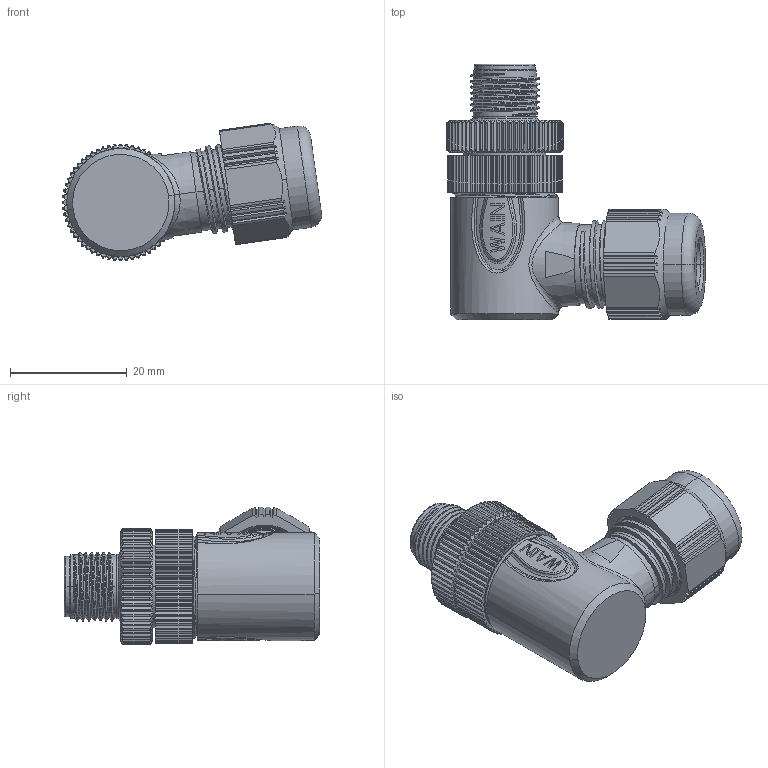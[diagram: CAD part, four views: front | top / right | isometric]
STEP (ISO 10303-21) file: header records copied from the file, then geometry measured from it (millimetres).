
FILE_DESCRIPTION((''),'2;1');
FILE_NAME('3D_1630055113102_M12P-M05A-S-D8','2020-12-29T',('cm.zhong'),(''),'PRO/ENGINEER BY PARAMETRIC TECHNOLOGY CORPORATION, 2012480','PRO/ENGINEER BY PARAMETRIC TECHNOLOGY CORPORATION, 2012480','');
FILE_SCHEMA(('CONFIG_CONTROL_DESIGN'));
Products named in the file (1): 3D_1630055113102_M12P-M05A-S-D8
Bounding box: 44.38 x 43.8 x 23.6 mm (x, y, z)
Volume: 12032.1 mm3; surface area: 11815 mm2
Topology: 1 solids, 1 shells, 1293 faces, 3448 edges, 2189 vertices
Faces by surface type: plane 561, cylinder 402, cone 181, torus 69, bspline 62, sphere 10, extrusion 8
Entity records: 57319 total; most frequent: CARTESIAN_POINT 26679, ORIENTED_EDGE 6876, DIRECTION 5782, EDGE_CURVE 3438, VERTEX_POINT 2189, AXIS2_PLACEMENT_3D 2185, VECTOR 1412, LINE 1404
